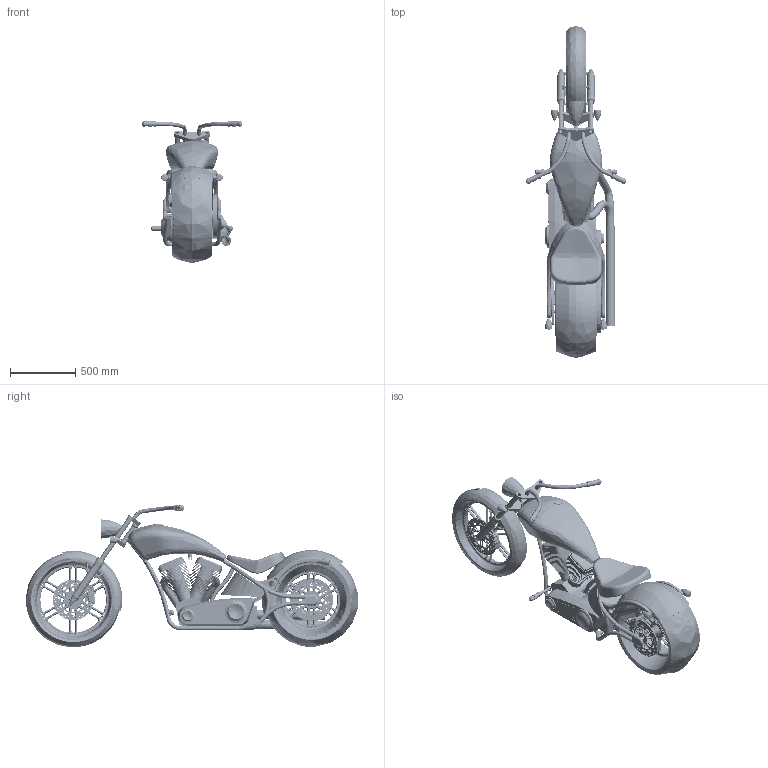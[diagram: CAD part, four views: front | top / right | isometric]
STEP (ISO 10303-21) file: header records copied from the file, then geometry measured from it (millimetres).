
FILE_DESCRIPTION(('FreeCAD Model'),'2;1');
FILE_NAME('Open CASCADE Shape Model','2025-05-04T15:02:54',('FreeCAD'),( 'FreeCAD'),'Open CASCADE STEP processor 7.6','FreeCAD','Unknown');
FILE_SCHEMA(('AUTOMOTIVE_DESIGN { 1 0 10303 214 1 1 1 1 }'));
Products named in the file (1): Open CASCADE STEP translator 7.6 1
Bounding box: 769.51 x 2539.84 x 1088.54 mm (x, y, z)
Volume: 133864131.9 mm3; surface area: 14700790.7 mm2
Topology: 54 solids, 65 shells, 4779 faces, 11759 edges, 7165 vertices
Faces by surface type: bspline 4779
Entity records: 199096 total; most frequent: CARTESIAN_POINT 133998, ORIENTED_EDGE 23410, EDGE_CURVE 11705, VERTEX_POINT 7165, B_SPLINE_CURVE_WITH_KNOTS 5579, FACE_BOUND 5520, EDGE_LOOP 5520, ADVANCED_FACE 4779
